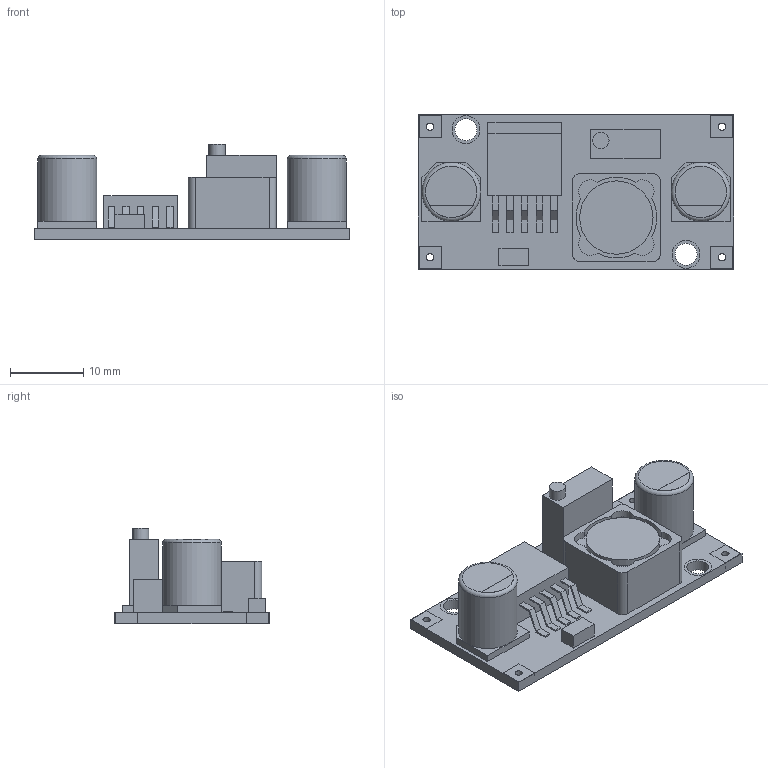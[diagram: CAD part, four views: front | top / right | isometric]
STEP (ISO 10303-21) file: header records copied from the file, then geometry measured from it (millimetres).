
FILE_DESCRIPTION(('FreeCAD Model'),'2;1');
FILE_NAME('LM2596_DCDC.step','2021-02-16T09:42:51',('Author'),(''), 'Open CASCADE STEP processor 7.3','FreeCAD','Unknown');
FILE_SCHEMA(('AUTOMOTIVE_DESIGN { 1 0 10303 214 1 1 1 1 }'));
Length unit declared in the file: millimetre
Products named in the file (1): LM2596_DCDC
Bounding box: 43 x 21 x 13 mm (x, y, z)
Volume: 4133.3 mm3; surface area: 4752 mm2
Topology: 24 solids, 24 shells, 190 faces, 534 edges, 498 vertices
Faces by surface type: plane 160, cylinder 28, torus 2
Full cylindrical faces by diameter (mm): 1 x4, 2.2 x1, 3 x2, 3.8 x4, 8 x2, 10 x1
Entity records: 12939 total; most frequent: CARTESIAN_POINT 2143, DIRECTION 1824, LINE 1230, VECTOR 1230, ORIENTED_EDGE 836, PCURVE 836, DEFINITIONAL_REPRESENTATION 836, EDGE_CURVE 418
